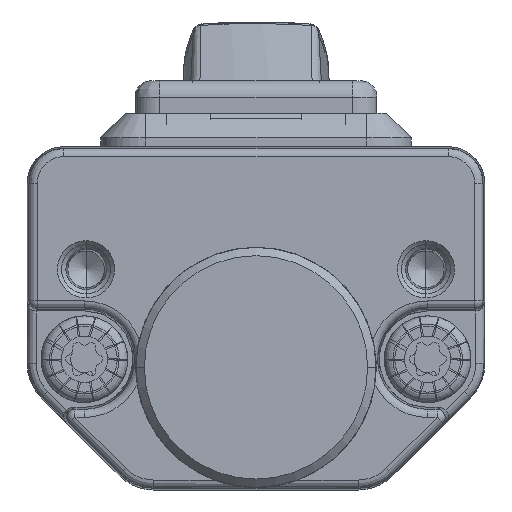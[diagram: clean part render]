
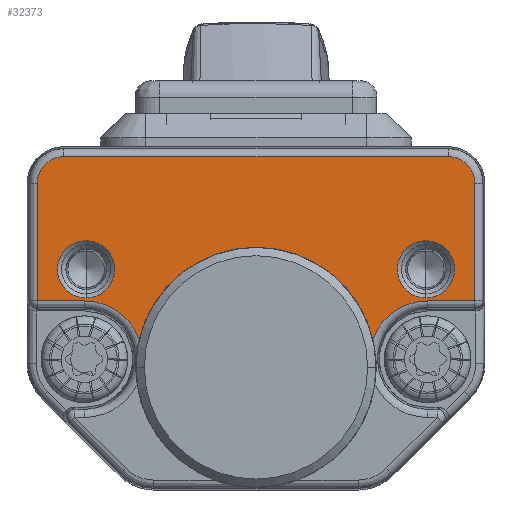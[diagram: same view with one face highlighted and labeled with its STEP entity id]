
A CAD part, left-side view. The second image highlights one B-rep face of the part: STEP entity #32373.
In plain terms, the highlighted face is planar.
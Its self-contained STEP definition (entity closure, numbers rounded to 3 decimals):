
#29068=CARTESIAN_POINT('',(13.,8.,10.5));
#29069=DIRECTION('',(-1.,0.,0.));
#29070=DIRECTION('',(0.,1.,0.));
#29071=AXIS2_PLACEMENT_3D('',#29068,#29069,#29070);
#29073=DIRECTION('',(0.,0.,-1.));
#29074=VECTOR('',#29073,2.891);
#29075=CARTESIAN_POINT('',(13.,11.564,13.391));
#29076=LINE('',#29075,#29074);
#29077=DIRECTION('',(0.,-1.,0.));
#29078=VECTOR('',#29077,7.186);
#29079=CARTESIAN_POINT('',(13.,18.75,13.391));
#29080=LINE('',#29079,#29078);
#29081=CARTESIAN_POINT('',(13.,18.75,11.75));
#29082=DIRECTION('',(1.,0.,0.));
#29083=DIRECTION('',(0.,1.,0.));
#29084=AXIS2_PLACEMENT_3D('',#29081,#29082,#29083);
#29086=DIRECTION('',(0.,0.,1.));
#29087=VECTOR('',#29086,23.5);
#29088=CARTESIAN_POINT('',(13.,20.391,-11.75));
#29089=LINE('',#29088,#29087);
#29090=CARTESIAN_POINT('',(13.,18.75,-11.75));
#29091=DIRECTION('',(1.,0.,0.));
#29092=DIRECTION('',(0.,0.,-1.));
#29093=AXIS2_PLACEMENT_3D('',#29090,#29091,#29092);
#29095=DIRECTION('',(0.,1.,0.));
#29096=VECTOR('',#29095,7.186);
#29097=CARTESIAN_POINT('',(13.,11.564,-13.391));
#29098=LINE('',#29097,#29096);
#29099=DIRECTION('',(0.,0.,-1.));
#29100=VECTOR('',#29099,2.891);
#29101=CARTESIAN_POINT('',(13.,11.564,-10.5));
#29102=LINE('',#29101,#29100);
#29103=CARTESIAN_POINT('',(13.,8.,-10.5));
#29104=DIRECTION('',(-1.,0.,0.));
#29105=DIRECTION('',(0.,0.34,0.941));
#29106=AXIS2_PLACEMENT_3D('',#29103,#29104,#29105);
#29108=CARTESIAN_POINT('',(13.,7.5,0.));
#29109=DIRECTION('',(1.,0.,0.));
#29110=DIRECTION('',(0.,0.233,-0.973));
#29111=AXIS2_PLACEMENT_3D('',#29108,#29109,#29110);
#29167=CARTESIAN_POINT('',(13.,13.5,-10.392));
#29168=DIRECTION('',(-1.,0.,0.));
#29169=DIRECTION('',(0.,1.,0.));
#29170=AXIS2_PLACEMENT_3D('',#29167,#29168,#29169);
#29172=CARTESIAN_POINT('',(13.,13.5,-10.392));
#29173=DIRECTION('',(-1.,0.,0.));
#29174=DIRECTION('',(0.,-1.,0.));
#29175=AXIS2_PLACEMENT_3D('',#29172,#29173,#29174);
#29177=CARTESIAN_POINT('',(13.,13.5,10.392));
#29178=DIRECTION('',(-1.,0.,0.));
#29179=DIRECTION('',(0.,1.,0.));
#29180=AXIS2_PLACEMENT_3D('',#29177,#29178,#29179);
#29182=CARTESIAN_POINT('',(13.,13.5,10.392));
#29183=DIRECTION('',(-1.,0.,0.));
#29184=DIRECTION('',(0.,-1.,0.));
#29185=AXIS2_PLACEMENT_3D('',#29182,#29183,#29184);
#29824=CARTESIAN_POINT('',(13.,20.391,11.75));
#29825=CARTESIAN_POINT('',(13.,18.75,13.391));
#29826=VERTEX_POINT('',#29824);
#29827=VERTEX_POINT('',#29825);
#29832=CARTESIAN_POINT('',(13.,20.391,-11.75));
#29833=VERTEX_POINT('',#29832);
#29836=CARTESIAN_POINT('',(13.,18.75,-13.391));
#29837=VERTEX_POINT('',#29836);
#29872=CARTESIAN_POINT('',(13.,11.564,10.5));
#29873=CARTESIAN_POINT('',(13.,9.21,7.148));
#29874=VERTEX_POINT('',#29872);
#29875=VERTEX_POINT('',#29873);
#29904=CARTESIAN_POINT('',(13.,11.564,13.391));
#29905=VERTEX_POINT('',#29904);
#29914=CARTESIAN_POINT('',(13.,9.21,-7.148));
#29915=CARTESIAN_POINT('',(13.,11.564,-10.5));
#29916=VERTEX_POINT('',#29914);
#29917=VERTEX_POINT('',#29915);
#29946=CARTESIAN_POINT('',(13.,11.564,-13.391));
#29947=VERTEX_POINT('',#29946);
#30146=CARTESIAN_POINT('',(13.,15.25,-10.392));
#30147=CARTESIAN_POINT('',(13.,11.75,-10.392));
#30148=VERTEX_POINT('',#30146);
#30149=VERTEX_POINT('',#30147);
#30150=CARTESIAN_POINT('',(13.,15.25,10.392));
#30151=CARTESIAN_POINT('',(13.,11.75,10.392));
#30152=VERTEX_POINT('',#30150);
#30153=VERTEX_POINT('',#30151);
#32334=CARTESIAN_POINT('',(13.,0.,0.));
#32335=DIRECTION('',(1.,0.,0.));
#32336=DIRECTION('',(0.,0.,-1.));
#32337=AXIS2_PLACEMENT_3D('',#32334,#32335,#32336);
#32338=PLANE('',#32337);
#32340=ORIENTED_EDGE('',*,*,#32339,.F.);
#32342=ORIENTED_EDGE('',*,*,#32341,.F.);
#32344=ORIENTED_EDGE('',*,*,#32343,.F.);
#32346=ORIENTED_EDGE('',*,*,#32345,.F.);
#32348=ORIENTED_EDGE('',*,*,#32347,.F.);
#32350=ORIENTED_EDGE('',*,*,#32349,.F.);
#32352=ORIENTED_EDGE('',*,*,#32351,.F.);
#32354=ORIENTED_EDGE('',*,*,#32353,.F.);
#32356=ORIENTED_EDGE('',*,*,#32355,.F.);
#32358=ORIENTED_EDGE('',*,*,#32357,.T.);
#32359=EDGE_LOOP('',(#32340,#32342,#32344,#32346,#32348,#32350,#32352,#32354,
#32356,#32358));
#32360=FACE_OUTER_BOUND('',#32359,.F.);
#32362=ORIENTED_EDGE('',*,*,#32361,.F.);
#32364=ORIENTED_EDGE('',*,*,#32363,.F.);
#32365=EDGE_LOOP('',(#32362,#32364));
#32366=FACE_BOUND('',#32365,.F.);
#32368=ORIENTED_EDGE('',*,*,#32367,.F.);
#32370=ORIENTED_EDGE('',*,*,#32369,.F.);
#32371=EDGE_LOOP('',(#32368,#32370));
#32372=FACE_BOUND('',#32371,.F.);
#32373=ADVANCED_FACE('',(#32360,#32366,#32372),#32338,.T.);
#29072=CIRCLE('',#29071,3.564);
#29085=CIRCLE('',#29084,1.641);
#29094=CIRCLE('',#29093,1.641);
#29107=CIRCLE('',#29106,3.564);
#29112=CIRCLE('',#29111,7.35);
#29171=CIRCLE('',#29170,1.75);
#29176=CIRCLE('',#29175,1.75);
#29181=CIRCLE('',#29180,1.75);
#29186=CIRCLE('',#29185,1.75);
#32339=EDGE_CURVE('',#29874,#29875,#29072,.T.);
#32341=EDGE_CURVE('',#29905,#29874,#29076,.T.);
#32343=EDGE_CURVE('',#29827,#29905,#29080,.T.);
#32345=EDGE_CURVE('',#29826,#29827,#29085,.T.);
#32347=EDGE_CURVE('',#29833,#29826,#29089,.T.);
#32349=EDGE_CURVE('',#29837,#29833,#29094,.T.);
#32351=EDGE_CURVE('',#29947,#29837,#29098,.T.);
#32353=EDGE_CURVE('',#29917,#29947,#29102,.T.);
#32355=EDGE_CURVE('',#29916,#29917,#29107,.T.);
#32357=EDGE_CURVE('',#29916,#29875,#29112,.T.);
#32361=EDGE_CURVE('',#30148,#30149,#29171,.T.);
#32363=EDGE_CURVE('',#30149,#30148,#29176,.T.);
#32367=EDGE_CURVE('',#30152,#30153,#29181,.T.);
#32369=EDGE_CURVE('',#30153,#30152,#29186,.T.);
